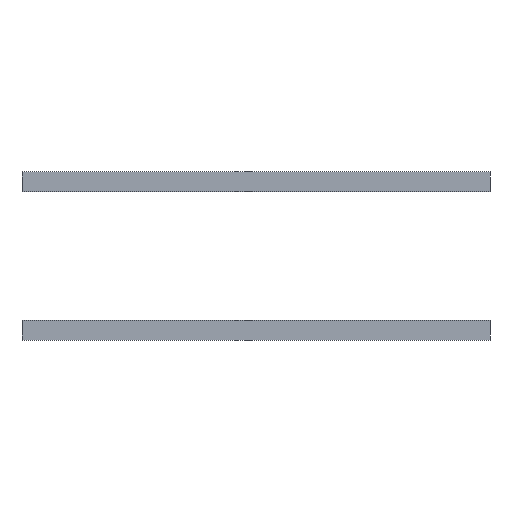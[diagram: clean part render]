
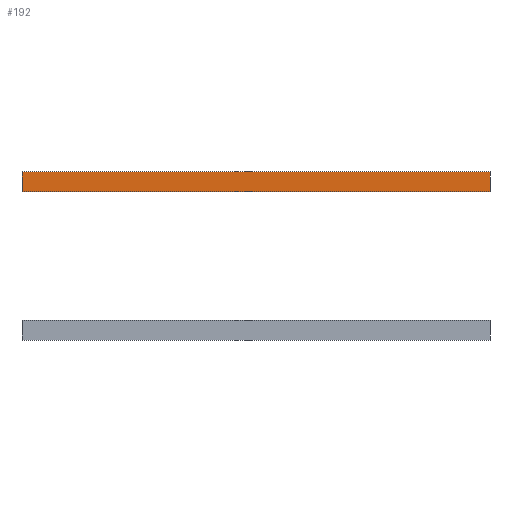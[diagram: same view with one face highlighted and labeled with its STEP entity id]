
A CAD part, top view. The second image highlights one B-rep face of the part: STEP entity #192.
In plain terms, the highlighted planar face has unit normal (0, 0, 1).
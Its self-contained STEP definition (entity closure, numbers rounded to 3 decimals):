
#20=FACE_OUTER_BOUND('',#32,.T.);
#32=EDGE_LOOP('',(#141,#142,#143,#144));
#42=LINE('',#284,#66);
#50=LINE('',#299,#74);
#51=LINE('',#301,#75);
#52=LINE('',#302,#76);
#66=VECTOR('',#233,10.);
#74=VECTOR('',#245,10.);
#75=VECTOR('',#248,10.);
#76=VECTOR('',#249,10.);
#89=VERTEX_POINT('',#280);
#91=VERTEX_POINT('',#283);
#95=VERTEX_POINT('',#295);
#96=VERTEX_POINT('',#297);
#106=EDGE_CURVE('',#89,#91,#42,.T.);
#114=EDGE_CURVE('',#95,#96,#50,.T.);
#115=EDGE_CURVE('',#95,#89,#51,.T.);
#116=EDGE_CURVE('',#91,#96,#52,.T.);
#141=ORIENTED_EDGE('',*,*,#115,.F.);
#142=ORIENTED_EDGE('',*,*,#114,.T.);
#143=ORIENTED_EDGE('',*,*,#116,.F.);
#144=ORIENTED_EDGE('',*,*,#106,.F.);
#180=PLANE('',#219);
#192=ADVANCED_FACE('',(#20),#180,.T.);
#219=AXIS2_PLACEMENT_3D('',#300,#246,#247);
#233=DIRECTION('',(1.,0.,0.));
#245=DIRECTION('',(1.,0.,0.));
#246=DIRECTION('center_axis',(0.,0.,1.));
#247=DIRECTION('ref_axis',(0.,-1.,0.));
#248=DIRECTION('',(0.,1.,0.));
#249=DIRECTION('',(0.,-1.,0.));
#280=CARTESIAN_POINT('',(0.,4.25,1.98));
#283=CARTESIAN_POINT('',(201.,4.25,1.98));
#284=CARTESIAN_POINT('',(0.,4.25,1.98));
#295=CARTESIAN_POINT('',(0.,-4.25,1.98));
#297=CARTESIAN_POINT('',(201.,-4.25,1.98));
#299=CARTESIAN_POINT('',(0.,-4.25,1.98));
#300=CARTESIAN_POINT('Origin',(0.,4.25,1.98));
#301=CARTESIAN_POINT('',(0.,-4.25,1.98));
#302=CARTESIAN_POINT('',(201.,-4.25,1.98));
